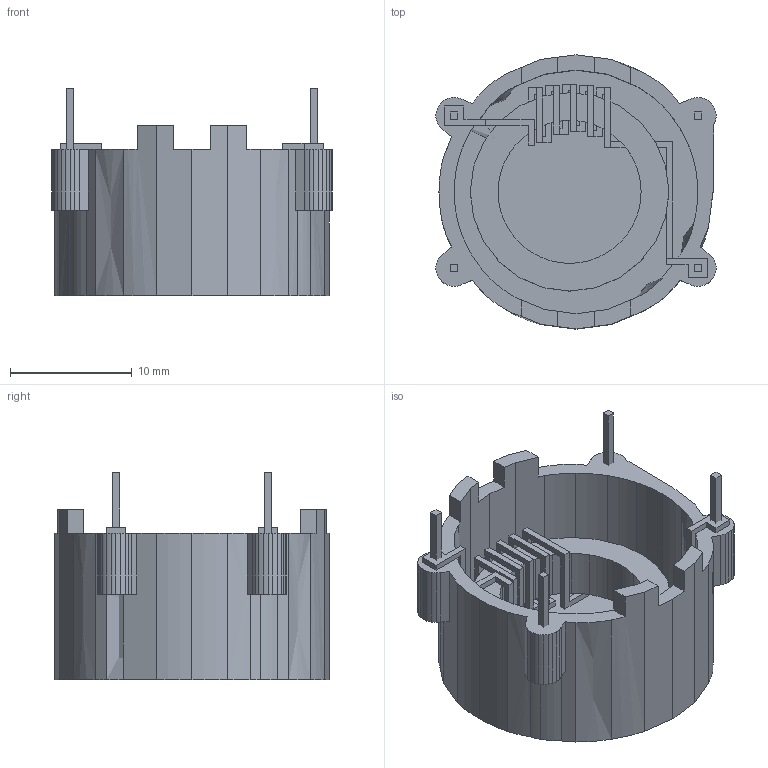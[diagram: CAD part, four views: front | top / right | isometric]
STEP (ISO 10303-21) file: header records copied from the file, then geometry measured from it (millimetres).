
FILE_DESCRIPTION(('FreeCAD Model'),'2;1');
FILE_NAME('X22H.stp', '2014-07-08T13:09:14',('FreeCAD'),('FreeCAD'), 'Open CASCADE STEP processor 6.3','FreeCAD','Unknown');
FILE_SCHEMA(('AUTOMOTIVE_DESIGN_CC2 { 1 2 10303 214 -1 1 5 4 }'));
Length unit declared in the file: millimetre
Products named in the file (6): X22H003; X22H; X22H004; X22H002; X22H001; X22H005
Bounding box: 23 x 22.5 x 17 mm (x, y, z)
Volume: 1845.1 mm3; surface area: 3416.5 mm2
Topology: 6 solids, 6 shells, 633 faces, 1838 edges, 1223 vertices
Faces by surface type: plane 546, cylinder 73, cone 14
Entity records: 48240 total; most frequent: CARTESIAN_POINT 12042, DIRECTION 6503, LINE 4701, VECTOR 4701, ORIENTED_EDGE 3676, PCURVE 3676, DEFINITIONAL_REPRESENTATION 3676, EDGE_CURVE 1838
